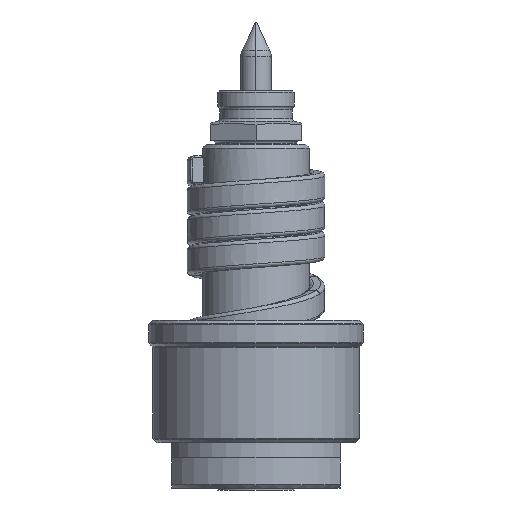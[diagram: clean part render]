
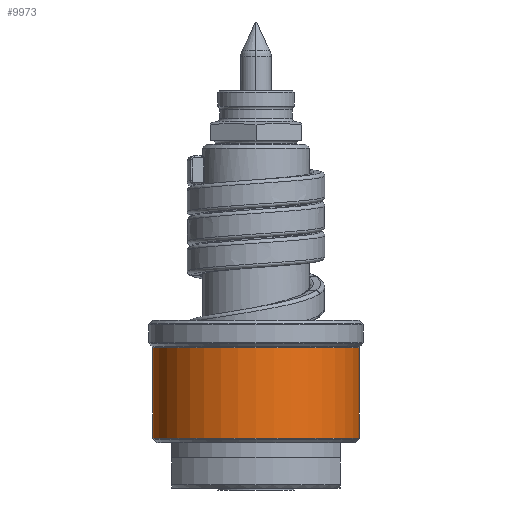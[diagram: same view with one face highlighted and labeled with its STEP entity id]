
A CAD part, front view. The second image highlights one B-rep face of the part: STEP entity #9973.
In plain terms, the highlighted cylindrical face has radius 13.5 mm (diameter 27 mm), a partial arc.
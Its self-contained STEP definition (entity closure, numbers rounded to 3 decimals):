
#2847=CARTESIAN_POINT('',(0.,0.,6.582));
#2848=DIRECTION('',(0.,0.,1.));
#2849=DIRECTION('',(-1.,0.,0.));
#2850=AXIS2_PLACEMENT_3D('',#2847,#2848,#2849);
#2852=DIRECTION('',(0.,0.,-1.));
#2853=VECTOR('',#2852,11.835);
#2854=CARTESIAN_POINT('',(-13.5,0.,18.417));
#2855=LINE('',#2854,#2853);
#2856=CARTESIAN_POINT('',(0.,0.,18.417));
#2857=DIRECTION('',(0.,0.,1.));
#2858=DIRECTION('',(-1.,0.,0.));
#2859=AXIS2_PLACEMENT_3D('',#2856,#2857,#2858);
#2861=DIRECTION('',(0.,0.,-1.));
#2862=VECTOR('',#2861,11.835);
#2863=CARTESIAN_POINT('',(13.5,0.,18.417));
#2864=LINE('',#2863,#2862);
#5673=CARTESIAN_POINT('',(13.5,0.,18.417));
#5674=CARTESIAN_POINT('',(-13.5,0.,18.417));
#5675=VERTEX_POINT('',#5673);
#5676=VERTEX_POINT('',#5674);
#5699=CARTESIAN_POINT('',(13.5,0.,6.582));
#5700=VERTEX_POINT('',#5699);
#5701=CARTESIAN_POINT('',(-13.5,0.,6.582));
#5702=VERTEX_POINT('',#5701);
#9961=CARTESIAN_POINT('',(0.,0.,5.2));
#9962=DIRECTION('',(0.,0.,1.));
#9963=DIRECTION('',(-1.,0.,0.));
#9964=AXIS2_PLACEMENT_3D('',#9961,#9962,#9963);
#9965=CYLINDRICAL_SURFACE('',#9964,13.5);
#9966=ORIENTED_EDGE('',*,*,#9918,.F.);
#9967=ORIENTED_EDGE('',*,*,#9952,.F.);
#9969=ORIENTED_EDGE('',*,*,#9968,.T.);
#9970=ORIENTED_EDGE('',*,*,#9948,.T.);
#9971=EDGE_LOOP('',(#9966,#9967,#9969,#9970));
#9972=FACE_OUTER_BOUND('',#9971,.F.);
#2851=CIRCLE('',#2850,13.5);
#2860=CIRCLE('',#2859,13.5);
#9918=EDGE_CURVE('',#5702,#5700,#2851,.T.);
#9948=EDGE_CURVE('',#5675,#5700,#2864,.T.);
#9952=EDGE_CURVE('',#5676,#5702,#2855,.T.);
#9968=EDGE_CURVE('',#5676,#5675,#2860,.T.);
#9973=ADVANCED_FACE('',(#9972),#9965,.T.);
